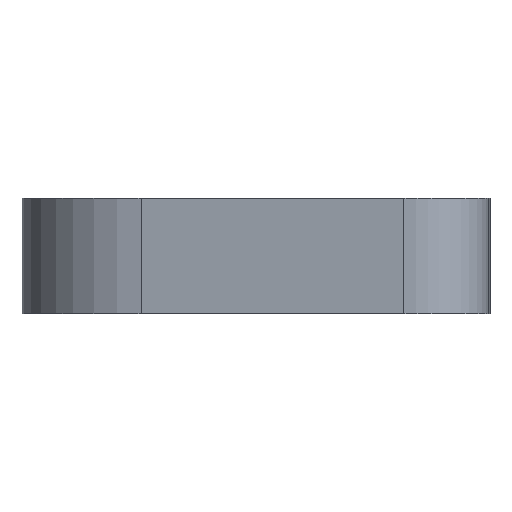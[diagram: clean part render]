
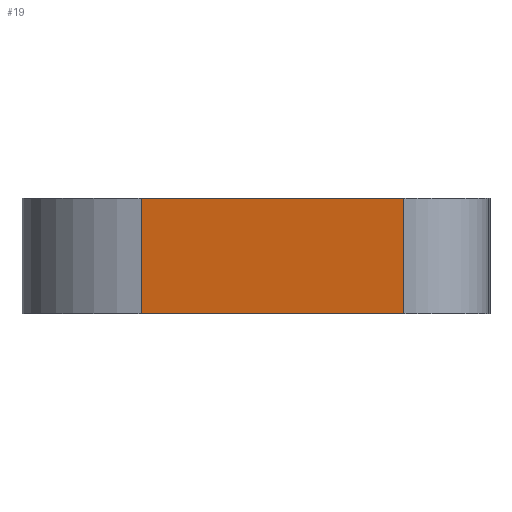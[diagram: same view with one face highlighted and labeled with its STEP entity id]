
A CAD part, front view. The second image highlights one B-rep face of the part: STEP entity #19.
In plain terms, the highlighted planar face has unit normal (-0.174, -0.985, 0).
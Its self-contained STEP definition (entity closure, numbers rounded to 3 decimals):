
#18 = CARTESIAN_POINT ( 'NONE',  ( 49.983, -8.813, 8. ) ) ;
#19 = ADVANCED_FACE ( 'NONE', ( #522 ), #125, .F. ) ;
#52 = CARTESIAN_POINT ( 'NONE',  ( 49.983, -8.813, 0. ) ) ;
#72 = ORIENTED_EDGE ( 'NONE', *, *, #375, .F. ) ;
#83 = CARTESIAN_POINT ( 'NONE',  ( 49.983, -8.813, 8. ) ) ;
#116 = ORIENTED_EDGE ( 'NONE', *, *, #776, .T. ) ;
#125 = PLANE ( 'NONE',  #482 ) ;
#139 = CARTESIAN_POINT ( 'NONE',  ( 0., 0., 0. ) ) ;
#172 = VERTEX_POINT ( 'NONE', #83 ) ;
#209 = VECTOR ( 'NONE', #370, 1000. ) ;
#235 = VERTEX_POINT ( 'NONE', #879 ) ;
#346 = DIRECTION ( 'NONE',  ( 0.174, 0.985, 0. ) ) ;
#370 = DIRECTION ( 'NONE',  ( 0.985, -0.174, 0. ) ) ;
#371 = VECTOR ( 'NONE', #567, 1000. ) ;
#375 = EDGE_CURVE ( 'NONE', #235, #172, #972, .T. ) ;
#391 = VECTOR ( 'NONE', #396, 1000. ) ;
#396 = DIRECTION ( 'NONE',  ( 0., 0., 1. ) ) ;
#469 = ORIENTED_EDGE ( 'NONE', *, *, #708, .T. ) ;
#482 = AXIS2_PLACEMENT_3D ( 'NONE', #1002, #346, #848 ) ;
#517 = CARTESIAN_POINT ( 'NONE',  ( 31.735, -5.596, 0. ) ) ;
#522 = FACE_OUTER_BOUND ( 'NONE', #591, .T. ) ;
#527 = LINE ( 'NONE', #691, #551 ) ;
#540 = VERTEX_POINT ( 'NONE', #52 ) ;
#551 = VECTOR ( 'NONE', #854, 1000. ) ;
#567 = DIRECTION ( 'NONE',  ( 0.985, -0.174, 0. ) ) ;
#591 = EDGE_LOOP ( 'NONE', ( #469, #116, #72, #665 ) ) ;
#596 = EDGE_CURVE ( 'NONE', #235, #904, #527, .T. ) ;
#657 = CARTESIAN_POINT ( 'NONE',  ( 0., 0., 8. ) ) ;
#665 = ORIENTED_EDGE ( 'NONE', *, *, #596, .T. ) ;
#691 = CARTESIAN_POINT ( 'NONE',  ( 31.735, -5.596, 8. ) ) ;
#708 = EDGE_CURVE ( 'NONE', #904, #540, #711, .T. ) ;
#711 = LINE ( 'NONE', #139, #209 ) ;
#715 = LINE ( 'NONE', #18, #391 ) ;
#776 = EDGE_CURVE ( 'NONE', #540, #172, #715, .T. ) ;
#848 = DIRECTION ( 'NONE',  ( -0.985, 0.174, 0. ) ) ;
#854 = DIRECTION ( 'NONE',  ( 0., 0., -1. ) ) ;
#879 = CARTESIAN_POINT ( 'NONE',  ( 31.735, -5.596, 8. ) ) ;
#904 = VERTEX_POINT ( 'NONE', #517 ) ;
#972 = LINE ( 'NONE', #657, #371 ) ;
#1002 = CARTESIAN_POINT ( 'NONE',  ( 0., 0., 8. ) ) ;
